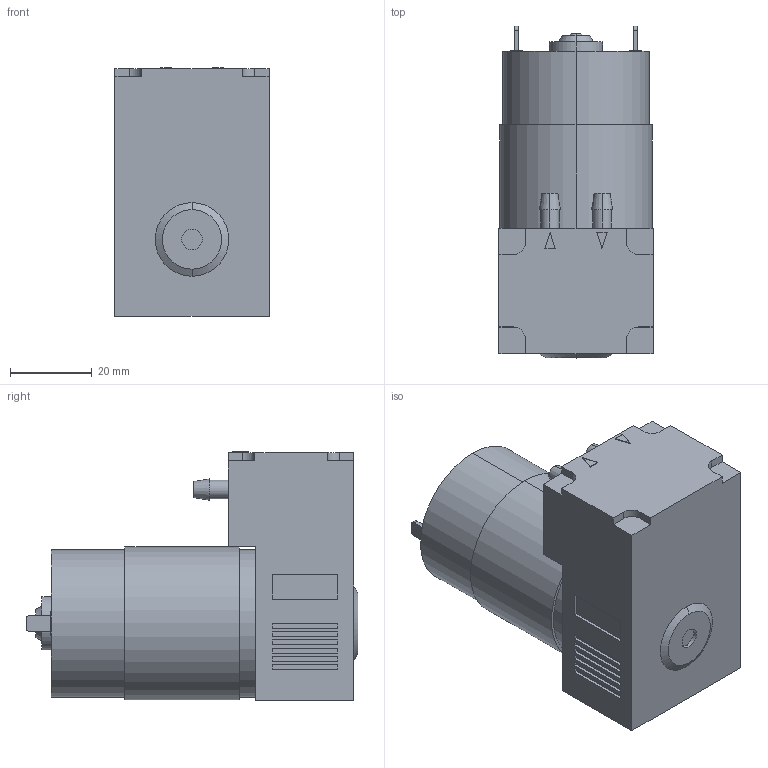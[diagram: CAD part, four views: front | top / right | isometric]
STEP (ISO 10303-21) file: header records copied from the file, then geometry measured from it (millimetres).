
FILE_DESCRIPTION (( 'STEP AP214' ), '1' );
FILE_NAME ('SYPDA Diaphragm pump MV-SD820.STEP', '2021-06-17T16:40:01', ( '' ), ( '' ), 'SwSTEP 2.0', 'SolidWorks 2018', '' );
FILE_SCHEMA (( 'AUTOMOTIVE_DESIGN' ));
Length unit declared in the file: millimetre
Products named in the file (1): SYPDA Diaphragm pump MV-SD820
Bounding box: 37.7 x 81.2 x 60.7 mm (x, y, z)
Volume: 113174.4 mm3; surface area: 17564.4 mm2
Topology: 1 solids, 1 shells, 195 faces, 458 edges, 298 vertices
Faces by surface type: plane 135, cylinder 42, cone 16, torus 2
Entity records: 5622 total; most frequent: DIRECTION 946, CARTESIAN_POINT 944, ORIENTED_EDGE 900, EDGE_CURVE 450, VECTOR 346, LINE 346, AXIS2_PLACEMENT_3D 300, VERTEX_POINT 298
